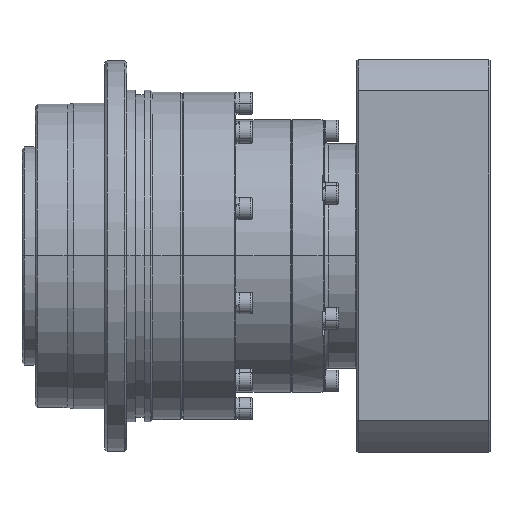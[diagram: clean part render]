
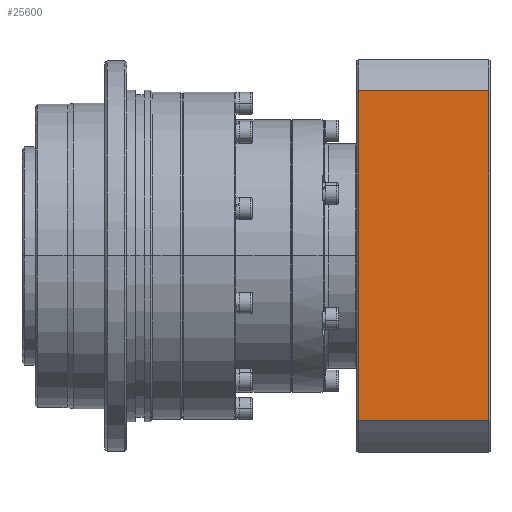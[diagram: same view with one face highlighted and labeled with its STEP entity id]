
A CAD part, top view. The second image highlights one B-rep face of the part: STEP entity #25600.
In plain terms, the highlighted planar face has unit normal (0, 0, 1).
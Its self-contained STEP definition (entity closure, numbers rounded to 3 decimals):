
#19 = ORIENTED_EDGE ( 'NONE', *, *, #17999, .T. ) ;
#164 = CARTESIAN_POINT ( 'NONE',  ( 0.5, -75.54, 90. ) ) ;
#1726 = DIRECTION ( 'NONE',  ( 0., -1., 0. ) ) ;
#2834 = CARTESIAN_POINT ( 'NONE',  ( 60.5, -75.54, 90. ) ) ;
#3234 = VECTOR ( 'NONE', #12437, 1000. ) ;
#5116 = VERTEX_POINT ( 'NONE', #164 ) ;
#5472 = ORIENTED_EDGE ( 'NONE', *, *, #14567, .T. ) ;
#6072 = DIRECTION ( 'NONE',  ( -1., 0., 0. ) ) ;
#7844 = CARTESIAN_POINT ( 'NONE',  ( 60.5, 75.54, 90. ) ) ;
#8128 = LINE ( 'NONE', #23266, #18884 ) ;
#8640 = VERTEX_POINT ( 'NONE', #7844 ) ;
#8724 = EDGE_CURVE ( 'NONE', #8640, #8975, #23117, .T. ) ;
#8933 = EDGE_LOOP ( 'NONE', ( #19, #5472, #12764, #14090 ) ) ;
#8975 = VERTEX_POINT ( 'NONE', #17596 ) ;
#9357 = FACE_OUTER_BOUND ( 'NONE', #8933, .T. ) ;
#10038 = VERTEX_POINT ( 'NONE', #2834 ) ;
#11086 = DIRECTION ( 'NONE',  ( 1., 0., 0. ) ) ;
#11244 = AXIS2_PLACEMENT_3D ( 'NONE', #26015, #13837, #1726 ) ;
#11803 = PLANE ( 'NONE',  #11244 ) ;
#12032 = EDGE_CURVE ( 'NONE', #8975, #5116, #12482, .T. ) ;
#12437 = DIRECTION ( 'NONE',  ( 0., 1., 0. ) ) ;
#12482 = LINE ( 'NONE', #25375, #17876 ) ;
#12764 = ORIENTED_EDGE ( 'NONE', *, *, #8724, .T. ) ;
#13837 = DIRECTION ( 'NONE',  ( 0., 0., 1. ) ) ;
#13994 = LINE ( 'NONE', #22548, #3234 ) ;
#14090 = ORIENTED_EDGE ( 'NONE', *, *, #12032, .T. ) ;
#14567 = EDGE_CURVE ( 'NONE', #10038, #8640, #13994, .T. ) ;
#15234 = DIRECTION ( 'NONE',  ( 0., -1., 0. ) ) ;
#17596 = CARTESIAN_POINT ( 'NONE',  ( 0.5, 75.54, 90. ) ) ;
#17876 = VECTOR ( 'NONE', #15234, 1000. ) ;
#17999 = EDGE_CURVE ( 'NONE', #5116, #10038, #8128, .T. ) ;
#18332 = VECTOR ( 'NONE', #6072, 1000. ) ;
#18884 = VECTOR ( 'NONE', #11086, 1000. ) ;
#20244 = CARTESIAN_POINT ( 'NONE',  ( 0., 75.54, 90. ) ) ;
#22548 = CARTESIAN_POINT ( 'NONE',  ( 60.5, 74.76, 90. ) ) ;
#23117 = LINE ( 'NONE', #20244, #18332 ) ;
#23266 = CARTESIAN_POINT ( 'NONE',  ( 0., -75.54, 90. ) ) ;
#25375 = CARTESIAN_POINT ( 'NONE',  ( 0.5, -74.76, 90. ) ) ;
#25600 = ADVANCED_FACE ( 'NONE', ( #9357 ), #11803, .T. ) ;
#26015 = CARTESIAN_POINT ( 'NONE',  ( 0., -90., 90. ) ) ;
